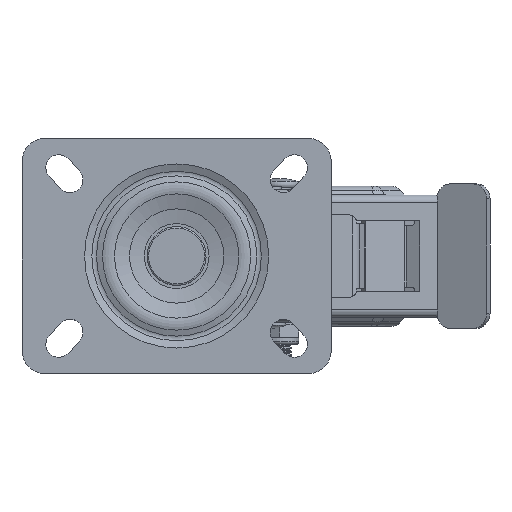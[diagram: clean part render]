
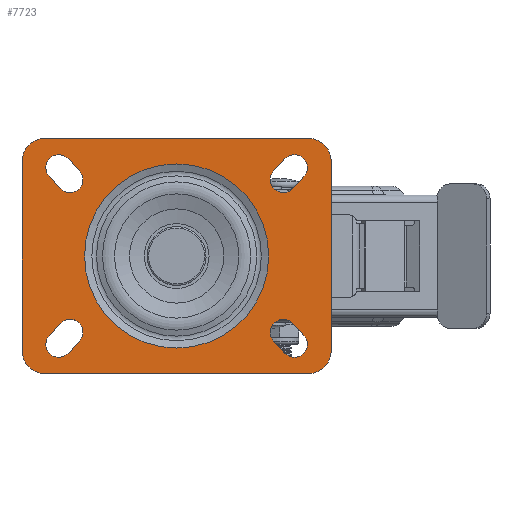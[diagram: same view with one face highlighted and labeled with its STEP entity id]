
A CAD part, top view. The second image highlights one B-rep face of the part: STEP entity #7723.
In plain terms, the highlighted face is planar.
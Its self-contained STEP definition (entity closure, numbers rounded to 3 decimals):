
#474=FACE_BOUND('',#2004,.T.);
#475=FACE_BOUND('',#2005,.T.);
#476=FACE_BOUND('',#2006,.T.);
#477=FACE_BOUND('',#2007,.T.);
#478=FACE_BOUND('',#2008,.T.);
#910=CIRCLE('',#8632,4.4);
#912=CIRCLE('',#8635,4.4);
#914=CIRCLE('',#8638,4.4);
#916=CIRCLE('',#8641,4.4);
#918=CIRCLE('',#8644,31.261);
#946=CIRCLE('',#8686,8.);
#947=CIRCLE('',#8687,8.);
#948=CIRCLE('',#8688,8.);
#949=CIRCLE('',#8689,8.);
#950=CIRCLE('',#8690,4.4);
#951=CIRCLE('',#8691,4.4);
#952=CIRCLE('',#8692,4.4);
#953=CIRCLE('',#8693,4.4);
#1510=FACE_OUTER_BOUND('',#2003,.T.);
#2003=EDGE_LOOP('',(#6715,#6716,#6717,#6718,#6719,#6720,#6721,#6722));
#2004=EDGE_LOOP('',(#6723,#6724,#6725,#6726));
#2005=EDGE_LOOP('',(#6727,#6728,#6729,#6730));
#2006=EDGE_LOOP('',(#6731));
#2007=EDGE_LOOP('',(#6732,#6733,#6734,#6735));
#2008=EDGE_LOOP('',(#6736,#6737,#6738,#6739));
#2588=LINE('',#14028,#3129);
#2589=LINE('',#14032,#3130);
#2590=LINE('',#14036,#3131);
#2591=LINE('',#14039,#3132);
#2592=LINE('',#14041,#3133);
#2593=LINE('',#14043,#3134);
#2594=LINE('',#14046,#3135);
#2595=LINE('',#14049,#3136);
#2596=LINE('',#14051,#3137);
#2597=LINE('',#14054,#3138);
#2598=LINE('',#14056,#3139);
#2599=LINE('',#14058,#3140);
#3129=VECTOR('',#10777,1000.);
#3130=VECTOR('',#10780,1000.);
#3131=VECTOR('',#10783,1000.);
#3132=VECTOR('',#10786,1000.);
#3133=VECTOR('',#10787,1000.);
#3134=VECTOR('',#10788,1000.);
#3135=VECTOR('',#10791,1000.);
#3136=VECTOR('',#10794,1000.);
#3137=VECTOR('',#10795,1000.);
#3138=VECTOR('',#10798,1000.);
#3139=VECTOR('',#10799,1000.);
#3140=VECTOR('',#10800,1000.);
#3713=VERTEX_POINT('',#13895);
#3714=VERTEX_POINT('',#13897);
#3717=VERTEX_POINT('',#13904);
#3718=VERTEX_POINT('',#13906);
#3721=VERTEX_POINT('',#13913);
#3722=VERTEX_POINT('',#13915);
#3725=VERTEX_POINT('',#13922);
#3726=VERTEX_POINT('',#13924);
#3729=VERTEX_POINT('',#13931);
#3760=VERTEX_POINT('',#14024);
#3761=VERTEX_POINT('',#14025);
#3762=VERTEX_POINT('',#14027);
#3763=VERTEX_POINT('',#14029);
#3764=VERTEX_POINT('',#14031);
#3765=VERTEX_POINT('',#14033);
#3766=VERTEX_POINT('',#14035);
#3767=VERTEX_POINT('',#14037);
#3768=VERTEX_POINT('',#14040);
#3769=VERTEX_POINT('',#14042);
#3770=VERTEX_POINT('',#14045);
#3771=VERTEX_POINT('',#14047);
#3772=VERTEX_POINT('',#14050);
#3773=VERTEX_POINT('',#14052);
#3774=VERTEX_POINT('',#14055);
#3775=VERTEX_POINT('',#14057);
#4708=EDGE_CURVE('',#3714,#3713,#910,.T.);
#4712=EDGE_CURVE('',#3718,#3717,#912,.T.);
#4716=EDGE_CURVE('',#3722,#3721,#914,.T.);
#4720=EDGE_CURVE('',#3726,#3725,#916,.T.);
#4724=EDGE_CURVE('',#3729,#3729,#918,.T.);
#4771=EDGE_CURVE('',#3760,#3761,#946,.T.);
#4772=EDGE_CURVE('',#3762,#3760,#2588,.T.);
#4773=EDGE_CURVE('',#3763,#3762,#947,.T.);
#4774=EDGE_CURVE('',#3764,#3763,#2589,.T.);
#4775=EDGE_CURVE('',#3765,#3764,#948,.T.);
#4776=EDGE_CURVE('',#3766,#3765,#2590,.T.);
#4777=EDGE_CURVE('',#3767,#3766,#949,.T.);
#4778=EDGE_CURVE('',#3761,#3767,#2591,.T.);
#4779=EDGE_CURVE('',#3768,#3726,#2592,.T.);
#4780=EDGE_CURVE('',#3725,#3769,#2593,.T.);
#4781=EDGE_CURVE('',#3769,#3768,#950,.T.);
#4782=EDGE_CURVE('',#3717,#3770,#2594,.T.);
#4783=EDGE_CURVE('',#3770,#3771,#951,.T.);
#4784=EDGE_CURVE('',#3771,#3718,#2595,.T.);
#4785=EDGE_CURVE('',#3713,#3772,#2596,.T.);
#4786=EDGE_CURVE('',#3772,#3773,#952,.T.);
#4787=EDGE_CURVE('',#3773,#3714,#2597,.T.);
#4788=EDGE_CURVE('',#3774,#3722,#2598,.T.);
#4789=EDGE_CURVE('',#3721,#3775,#2599,.T.);
#4790=EDGE_CURVE('',#3775,#3774,#953,.T.);
#6715=ORIENTED_EDGE('',*,*,#4771,.F.);
#6716=ORIENTED_EDGE('',*,*,#4772,.F.);
#6717=ORIENTED_EDGE('',*,*,#4773,.F.);
#6718=ORIENTED_EDGE('',*,*,#4774,.F.);
#6719=ORIENTED_EDGE('',*,*,#4775,.F.);
#6720=ORIENTED_EDGE('',*,*,#4776,.F.);
#6721=ORIENTED_EDGE('',*,*,#4777,.F.);
#6722=ORIENTED_EDGE('',*,*,#4778,.F.);
#6723=ORIENTED_EDGE('',*,*,#4779,.T.);
#6724=ORIENTED_EDGE('',*,*,#4720,.T.);
#6725=ORIENTED_EDGE('',*,*,#4780,.T.);
#6726=ORIENTED_EDGE('',*,*,#4781,.T.);
#6727=ORIENTED_EDGE('',*,*,#4782,.T.);
#6728=ORIENTED_EDGE('',*,*,#4783,.T.);
#6729=ORIENTED_EDGE('',*,*,#4784,.T.);
#6730=ORIENTED_EDGE('',*,*,#4712,.T.);
#6731=ORIENTED_EDGE('',*,*,#4724,.T.);
#6732=ORIENTED_EDGE('',*,*,#4785,.T.);
#6733=ORIENTED_EDGE('',*,*,#4786,.T.);
#6734=ORIENTED_EDGE('',*,*,#4787,.T.);
#6735=ORIENTED_EDGE('',*,*,#4708,.T.);
#6736=ORIENTED_EDGE('',*,*,#4788,.T.);
#6737=ORIENTED_EDGE('',*,*,#4716,.T.);
#6738=ORIENTED_EDGE('',*,*,#4789,.T.);
#6739=ORIENTED_EDGE('',*,*,#4790,.T.);
#7321=PLANE('',#8685);
#7723=ADVANCED_FACE('',(#1510,#474,#475,#476,#477,#478),#7321,.T.);
#8632=AXIS2_PLACEMENT_3D('',#13898,#10640,#10641);
#8635=AXIS2_PLACEMENT_3D('',#13907,#10648,#10649);
#8638=AXIS2_PLACEMENT_3D('',#13916,#10656,#10657);
#8641=AXIS2_PLACEMENT_3D('',#13925,#10664,#10665);
#8644=AXIS2_PLACEMENT_3D('',#13933,#10672,#10673);
#8685=AXIS2_PLACEMENT_3D('',#14023,#10773,#10774);
#8686=AXIS2_PLACEMENT_3D('',#14026,#10775,#10776);
#8687=AXIS2_PLACEMENT_3D('',#14030,#10778,#10779);
#8688=AXIS2_PLACEMENT_3D('',#14034,#10781,#10782);
#8689=AXIS2_PLACEMENT_3D('',#14038,#10784,#10785);
#8690=AXIS2_PLACEMENT_3D('',#14044,#10789,#10790);
#8691=AXIS2_PLACEMENT_3D('',#14048,#10792,#10793);
#8692=AXIS2_PLACEMENT_3D('',#14053,#10796,#10797);
#8693=AXIS2_PLACEMENT_3D('',#14059,#10801,#10802);
#10640=DIRECTION('center_axis',(0.,-1.,0.));
#10641=DIRECTION('ref_axis',(1.,0.,0.));
#10648=DIRECTION('center_axis',(0.,-1.,0.));
#10649=DIRECTION('ref_axis',(-1.,0.,0.));
#10656=DIRECTION('center_axis',(0.,-1.,0.));
#10657=DIRECTION('ref_axis',(1.,0.,0.));
#10664=DIRECTION('center_axis',(0.,-1.,0.));
#10665=DIRECTION('ref_axis',(-1.,0.,0.));
#10672=DIRECTION('center_axis',(0.,-1.,0.));
#10673=DIRECTION('ref_axis',(1.,0.,0.));
#10773=DIRECTION('center_axis',(0.,1.,0.));
#10774=DIRECTION('ref_axis',(1.,0.,0.));
#10775=DIRECTION('center_axis',(0.,-1.,0.));
#10776=DIRECTION('ref_axis',(1.,0.,0.));
#10777=DIRECTION('',(0.,0.,1.));
#10778=DIRECTION('center_axis',(0.,-1.,0.));
#10779=DIRECTION('ref_axis',(1.,0.,0.));
#10780=DIRECTION('',(1.,0.,0.));
#10781=DIRECTION('center_axis',(0.,-1.,0.));
#10782=DIRECTION('ref_axis',(1.,0.,0.));
#10783=DIRECTION('',(0.,0.,-1.));
#10784=DIRECTION('center_axis',(0.,-1.,0.));
#10785=DIRECTION('ref_axis',(1.,0.,0.));
#10786=DIRECTION('',(-1.,0.,0.));
#10787=DIRECTION('',(0.681,0.,0.732));
#10788=DIRECTION('',(-0.681,0.,-0.732));
#10789=DIRECTION('center_axis',(0.,-1.,0.));
#10790=DIRECTION('ref_axis',(-1.,0.,0.));
#10791=DIRECTION('',(-0.681,0.,-0.732));
#10792=DIRECTION('center_axis',(0.,-1.,0.));
#10793=DIRECTION('ref_axis',(-1.,0.,0.));
#10794=DIRECTION('',(0.681,0.,0.732));
#10795=DIRECTION('',(-0.681,0.,0.732));
#10796=DIRECTION('center_axis',(0.,-1.,0.));
#10797=DIRECTION('ref_axis',(1.,0.,0.));
#10798=DIRECTION('',(0.681,0.,-0.732));
#10799=DIRECTION('',(0.681,0.,-0.732));
#10800=DIRECTION('',(-0.681,0.,0.732));
#10801=DIRECTION('center_axis',(0.,-1.,0.));
#10802=DIRECTION('ref_axis',(1.,0.,0.));
#13895=CARTESIAN_POINT('',(-32.964,15.586,28.897));
#13897=CARTESIAN_POINT('',(-39.407,15.586,22.903));
#13898=CARTESIAN_POINT('Origin',(-36.186,15.586,25.9));
#13904=CARTESIAN_POINT('',(-39.407,15.586,-22.903));
#13906=CARTESIAN_POINT('',(-32.964,15.586,-28.897));
#13907=CARTESIAN_POINT('Origin',(-36.186,15.586,-25.9));
#13913=CARTESIAN_POINT('',(43.221,15.586,-27.003));
#13915=CARTESIAN_POINT('',(36.779,15.586,-32.997));
#13916=CARTESIAN_POINT('Origin',(40.,15.586,-30.));
#13922=CARTESIAN_POINT('',(36.779,15.586,32.997));
#13924=CARTESIAN_POINT('',(43.221,15.586,27.003));
#13925=CARTESIAN_POINT('Origin',(40.,15.586,30.));
#13931=CARTESIAN_POINT('',(-31.261,15.586,0.));
#13933=CARTESIAN_POINT('Origin',(0.,15.586,
0.));
#14023=CARTESIAN_POINT('Origin',(44.5,15.586,32.));
#14024=CARTESIAN_POINT('',(52.5,15.586,32.));
#14025=CARTESIAN_POINT('',(44.5,15.586,40.));
#14026=CARTESIAN_POINT('Origin',(44.5,15.586,32.));
#14027=CARTESIAN_POINT('',(52.5,15.586,-32.));
#14028=CARTESIAN_POINT('',(52.5,15.586,32.));
#14029=CARTESIAN_POINT('',(44.5,15.586,-40.));
#14030=CARTESIAN_POINT('Origin',(44.5,15.586,-32.));
#14031=CARTESIAN_POINT('',(-44.5,15.586,-40.));
#14032=CARTESIAN_POINT('',(-44.5,15.586,-40.));
#14033=CARTESIAN_POINT('',(-52.5,15.586,-32.));
#14034=CARTESIAN_POINT('Origin',(-44.5,15.586,-32.));
#14035=CARTESIAN_POINT('',(-52.5,15.586,32.));
#14036=CARTESIAN_POINT('',(-52.5,15.586,32.));
#14037=CARTESIAN_POINT('',(-44.5,15.586,40.));
#14038=CARTESIAN_POINT('Origin',(-44.5,15.586,32.));
#14039=CARTESIAN_POINT('',(-44.5,15.586,40.));
#14040=CARTESIAN_POINT('',(39.407,15.586,22.903));
#14041=CARTESIAN_POINT('',(43.221,15.586,27.003));
#14042=CARTESIAN_POINT('',(32.964,15.586,28.897));
#14043=CARTESIAN_POINT('',(36.779,15.586,32.997));
#14044=CARTESIAN_POINT('Origin',(36.186,15.586,25.9));
#14045=CARTESIAN_POINT('',(-43.221,15.586,-27.003));
#14046=CARTESIAN_POINT('',(-43.221,15.586,-27.003));
#14047=CARTESIAN_POINT('',(-36.779,15.586,-32.997));
#14048=CARTESIAN_POINT('Origin',(-40.,15.586,-30.));
#14049=CARTESIAN_POINT('',(-36.779,15.586,-32.997));
#14050=CARTESIAN_POINT('',(-36.779,15.586,32.997));
#14051=CARTESIAN_POINT('',(-36.779,15.586,32.997));
#14052=CARTESIAN_POINT('',(-43.221,15.586,27.003));
#14053=CARTESIAN_POINT('Origin',(-40.,15.586,30.));
#14054=CARTESIAN_POINT('',(-43.221,15.586,27.003));
#14055=CARTESIAN_POINT('',(32.964,15.586,-28.897));
#14056=CARTESIAN_POINT('',(36.779,15.586,-32.997));
#14057=CARTESIAN_POINT('',(39.407,15.586,-22.903));
#14058=CARTESIAN_POINT('',(43.221,15.586,-27.003));
#14059=CARTESIAN_POINT('Origin',(36.186,15.586,-25.9));
